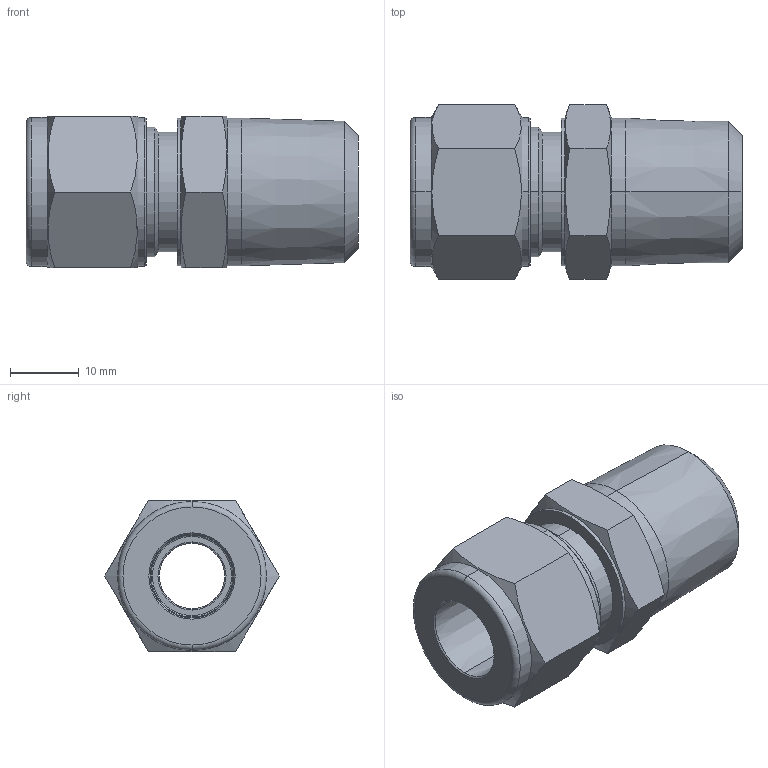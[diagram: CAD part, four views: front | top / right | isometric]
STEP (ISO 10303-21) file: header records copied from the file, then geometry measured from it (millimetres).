
FILE_DESCRIPTION (( 'STEP AP203' ), '1' );
FILE_NAME ('SMC-12M-8R.STEP', '2018-01-19T06:22:03', ( 'HSE' ), ( '' ), 'SwSTEP 2.0', 'SolidWorks 2013', '' );
FILE_SCHEMA (( 'CONFIG_CONTROL_DESIGN' ));
Length unit declared in the file: millimetre
Products named in the file (1): SMC-12M-8R
Bounding box: 48.32 x 25.4 x 22 mm (x, y, z)
Volume: 13248.6 mm3; surface area: 5781.8 mm2
Topology: 1 solids, 1 shells, 61 faces, 138 edges, 82 vertices
Faces by surface type: cone 24, plane 17, cylinder 14, torus 6
Entity records: 1945 total; most frequent: CARTESIAN_POINT 522, DIRECTION 286, ORIENTED_EDGE 276, EDGE_CURVE 138, AXIS2_PLACEMENT_3D 118, VERTEX_POINT 82, EDGE_LOOP 66, FACE_OUTER_BOUND 61
